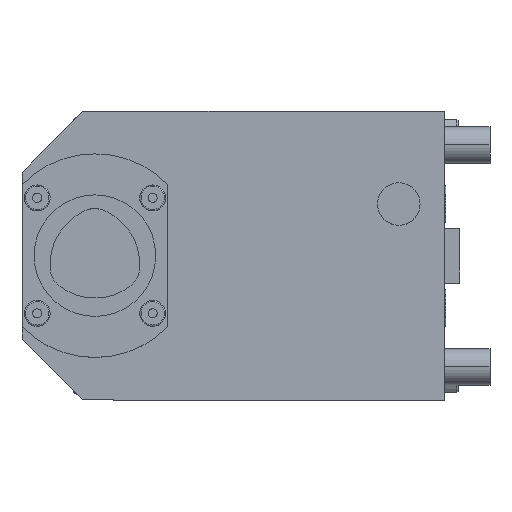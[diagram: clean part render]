
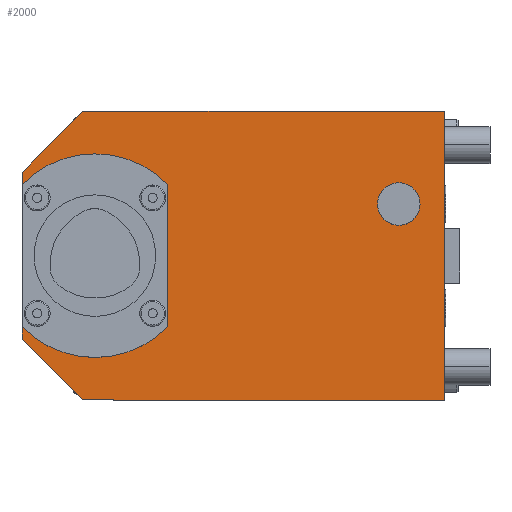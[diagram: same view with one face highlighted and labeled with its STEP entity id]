
A CAD part, top view. The second image highlights one B-rep face of the part: STEP entity #2000.
In plain terms, the highlighted planar face has unit normal (0, 0, 1).
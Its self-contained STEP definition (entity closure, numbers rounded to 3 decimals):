
#41=DIRECTION('',(0.,-1.,0.));
#42=VECTOR('',#41,46.744);
#43=CARTESIAN_POINT('',(-91.,23.372,64.));
#44=LINE('',#43,#42);
#45=CARTESIAN_POINT('',(-115.,0.,64.));
#46=DIRECTION('',(0.,0.,1.));
#47=DIRECTION('',(0.716,0.698,0.));
#48=AXIS2_PLACEMENT_3D('',#45,#46,#47);
#50=DIRECTION('',(0.,-1.,0.));
#51=VECTOR('',#50,4.128);
#52=CARTESIAN_POINT('',(-139.,27.5,64.));
#53=LINE('',#52,#51);
#54=DIRECTION('',(-0.707,-0.707,0.));
#55=VECTOR('',#54,28.284);
#56=CARTESIAN_POINT('',(-119.,47.5,64.));
#57=LINE('',#56,#55);
#58=DIRECTION('',(-1.,0.,0.));
#59=VECTOR('',#58,119.);
#60=CARTESIAN_POINT('',(0.,47.5,64.));
#61=LINE('',#60,#59);
#62=DIRECTION('',(0.,1.,0.));
#63=VECTOR('',#62,95.);
#64=CARTESIAN_POINT('',(0.,-47.5,64.));
#65=LINE('',#64,#63);
#66=DIRECTION('',(1.,0.,0.));
#67=VECTOR('',#66,109.);
#68=CARTESIAN_POINT('',(-109.,-47.5,64.));
#69=LINE('',#68,#67);
#70=DIRECTION('',(0.,1.,0.));
#71=VECTOR('',#70,0.25);
#72=CARTESIAN_POINT('',(-109.,-47.5,64.));
#73=LINE('',#72,#71);
#74=DIRECTION('',(1.,0.,0.));
#75=VECTOR('',#74,10.25);
#76=CARTESIAN_POINT('',(-119.25,-47.25,64.));
#77=LINE('',#76,#75);
#78=DIRECTION('',(0.707,-0.707,0.));
#79=VECTOR('',#78,27.931);
#80=CARTESIAN_POINT('',(-139.,-27.5,64.));
#81=LINE('',#80,#79);
#82=DIRECTION('',(0.,-1.,0.));
#83=VECTOR('',#82,4.128);
#84=CARTESIAN_POINT('',(-139.,-23.372,64.));
#85=LINE('',#84,#83);
#86=CARTESIAN_POINT('',(-115.,0.,64.));
#87=DIRECTION('',(0.,0.,1.));
#88=DIRECTION('',(-0.716,-0.698,0.));
#89=AXIS2_PLACEMENT_3D('',#86,#87,#88);
#91=CARTESIAN_POINT('',(-15.,17.,64.));
#92=DIRECTION('',(0.,0.,-1.));
#93=DIRECTION('',(-1.,0.,0.));
#94=AXIS2_PLACEMENT_3D('',#91,#92,#93);
#96=CARTESIAN_POINT('',(-15.,17.,64.));
#97=DIRECTION('',(0.,0.,-1.));
#98=DIRECTION('',(1.,0.,0.));
#99=AXIS2_PLACEMENT_3D('',#96,#97,#98);
#1502=CARTESIAN_POINT('',(0.,-47.5,64.));
#1503=CARTESIAN_POINT('',(0.,47.5,64.));
#1504=VERTEX_POINT('',#1502);
#1505=VERTEX_POINT('',#1503);
#1506=CARTESIAN_POINT('',(-119.,47.5,64.));
#1507=VERTEX_POINT('',#1506);
#1508=CARTESIAN_POINT('',(-139.,27.5,64.));
#1509=VERTEX_POINT('',#1508);
#1524=CARTESIAN_POINT('',(-139.,-27.5,64.));
#1525=VERTEX_POINT('',#1524);
#1526=CARTESIAN_POINT('',(-109.,-47.5,64.));
#1527=CARTESIAN_POINT('',(-109.,-47.25,64.));
#1528=VERTEX_POINT('',#1526);
#1529=VERTEX_POINT('',#1527);
#1530=CARTESIAN_POINT('',(-119.25,-47.25,64.));
#1531=VERTEX_POINT('',#1530);
#1682=CARTESIAN_POINT('',(-91.,23.372,64.));
#1683=CARTESIAN_POINT('',(-91.,-23.372,64.));
#1684=VERTEX_POINT('',#1682);
#1685=VERTEX_POINT('',#1683);
#1698=CARTESIAN_POINT('',(-139.,-23.372,64.));
#1699=VERTEX_POINT('',#1698);
#1700=CARTESIAN_POINT('',(-139.,23.372,64.));
#1701=VERTEX_POINT('',#1700);
#1786=CARTESIAN_POINT('',(-22.,17.,64.));
#1787=CARTESIAN_POINT('',(-8.,17.,64.));
#1788=VERTEX_POINT('',#1786);
#1789=VERTEX_POINT('',#1787);
#1965=CARTESIAN_POINT('',(0.,0.,64.));
#1966=DIRECTION('',(0.,0.,1.));
#1967=DIRECTION('',(0.,1.,0.));
#1968=AXIS2_PLACEMENT_3D('',#1965,#1966,#1967);
#1969=PLANE('',#1968);
#1971=ORIENTED_EDGE('',*,*,#1970,.F.);
#1973=ORIENTED_EDGE('',*,*,#1972,.T.);
#1975=ORIENTED_EDGE('',*,*,#1974,.F.);
#1977=ORIENTED_EDGE('',*,*,#1976,.F.);
#1978=ORIENTED_EDGE('',*,*,#1921,.F.);
#1980=ORIENTED_EDGE('',*,*,#1979,.F.);
#1982=ORIENTED_EDGE('',*,*,#1981,.F.);
#1983=ORIENTED_EDGE('',*,*,#1955,.T.);
#1985=ORIENTED_EDGE('',*,*,#1984,.F.);
#1987=ORIENTED_EDGE('',*,*,#1986,.F.);
#1989=ORIENTED_EDGE('',*,*,#1988,.F.);
#1991=ORIENTED_EDGE('',*,*,#1990,.T.);
#1992=EDGE_LOOP('',(#1971,#1973,#1975,#1977,#1978,#1980,#1982,#1983,#1985,#1987,
#1989,#1991));
#1993=FACE_OUTER_BOUND('',#1992,.F.);
#1995=ORIENTED_EDGE('',*,*,#1994,.F.);
#1997=ORIENTED_EDGE('',*,*,#1996,.F.);
#1998=EDGE_LOOP('',(#1995,#1997));
#1999=FACE_BOUND('',#1998,.F.);
#2000=ADVANCED_FACE('',(#1993,#1999),#1969,.T.);
#49=CIRCLE('',#48,33.5);
#90=CIRCLE('',#89,33.5);
#95=CIRCLE('',#94,7.);
#100=CIRCLE('',#99,7.);
#1921=EDGE_CURVE('',#1505,#1507,#61,.T.);
#1955=EDGE_CURVE('',#1528,#1529,#73,.T.);
#1970=EDGE_CURVE('',#1684,#1685,#44,.T.);
#1972=EDGE_CURVE('',#1684,#1701,#49,.T.);
#1974=EDGE_CURVE('',#1509,#1701,#53,.T.);
#1976=EDGE_CURVE('',#1507,#1509,#57,.T.);
#1979=EDGE_CURVE('',#1504,#1505,#65,.T.);
#1981=EDGE_CURVE('',#1528,#1504,#69,.T.);
#1984=EDGE_CURVE('',#1531,#1529,#77,.T.);
#1986=EDGE_CURVE('',#1525,#1531,#81,.T.);
#1988=EDGE_CURVE('',#1699,#1525,#85,.T.);
#1990=EDGE_CURVE('',#1699,#1685,#90,.T.);
#1994=EDGE_CURVE('',#1788,#1789,#95,.T.);
#1996=EDGE_CURVE('',#1789,#1788,#100,.T.);
